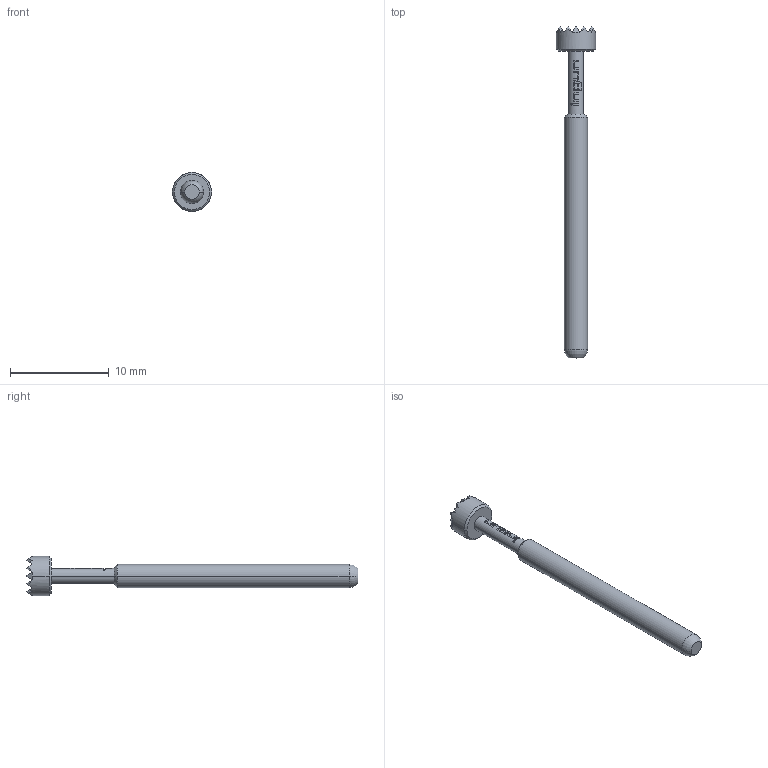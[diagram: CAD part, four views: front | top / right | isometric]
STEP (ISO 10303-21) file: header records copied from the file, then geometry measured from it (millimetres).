
FILE_DESCRIPTION (( 'STEP AP203' ), '1' );
FILE_NAME ('INGUN_GKS-004_206_396_A_xx00.STEP', '2021-09-13T06:43:31', ( 'ochi' ), ( '' ), 'SwSTEP 2.0', 'SolidWorks 2018', '' );
FILE_SCHEMA (( 'CONFIG_CONTROL_DESIGN' ));
Length unit declared in the file: millimetre
Products named in the file (1): INGUN_GKS-004_206_396_A_xx00
Bounding box: 3.96 x 33.6 x 3.96 mm (x, y, z)
Volume: 142.9 mm3; surface area: 274.4 mm2
Topology: 1 solids, 1 shells, 175 faces, 388 edges, 223 vertices
Faces by surface type: plane 109, bspline 48, cylinder 12, cone 4, torus 2
Entity records: 6008 total; most frequent: CARTESIAN_POINT 2768, ORIENTED_EDGE 776, DIRECTION 430, EDGE_CURVE 388, VERTEX_POINT 223, B_SPLINE_CURVE_WITH_KNOTS 186, EDGE_LOOP 183, FACE_OUTER_BOUND 175
